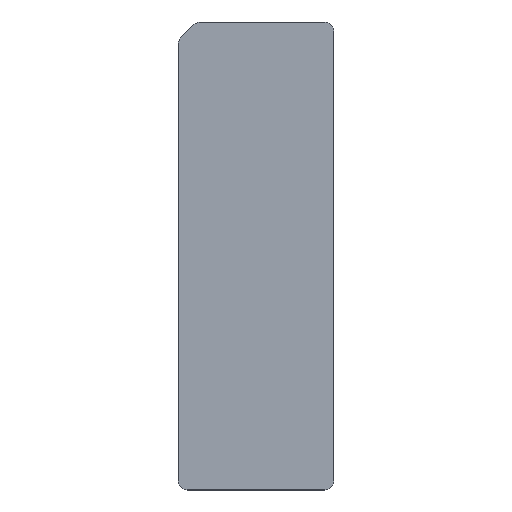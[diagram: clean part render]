
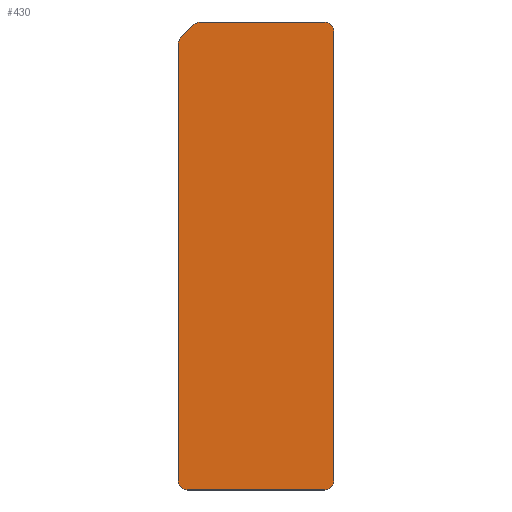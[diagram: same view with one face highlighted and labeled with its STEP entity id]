
A CAD part, top view. The second image highlights one B-rep face of the part: STEP entity #430.
In plain terms, the highlighted planar face has unit normal (0, 0, 1).
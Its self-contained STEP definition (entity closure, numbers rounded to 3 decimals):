
#33=PLANE('',#491);
#52=FACE_OUTER_BOUND('',#76,.T.);
#76=EDGE_LOOP('',(#339,#340,#341,#342,#343,#344,#345,#346,#347,#348));
#96=LINE('',#686,#136);
#102=LINE('',#701,#142);
#105=LINE('',#709,#145);
#107=LINE('',#715,#147);
#108=LINE('',#717,#148);
#136=VECTOR('',#546,10.);
#142=VECTOR('',#562,10.);
#145=VECTOR('',#571,10.);
#147=VECTOR('',#579,10.);
#148=VECTOR('',#582,10.);
#169=CIRCLE('',#471,1.5);
#175=CIRCLE('',#480,1.5);
#176=CIRCLE('',#482,1.5);
#177=CIRCLE('',#485,1.5);
#178=CIRCLE('',#488,1.5);
#189=VERTEX_POINT('',#658);
#190=VERTEX_POINT('',#659);
#201=VERTEX_POINT('',#685);
#202=VERTEX_POINT('',#689);
#203=VERTEX_POINT('',#693);
#204=VERTEX_POINT('',#694);
#205=VERTEX_POINT('',#699);
#206=VERTEX_POINT('',#703);
#207=VERTEX_POINT('',#707);
#208=VERTEX_POINT('',#711);
#229=EDGE_CURVE('',#189,#190,#169,.T.);
#242=EDGE_CURVE('',#201,#190,#96,.T.);
#244=EDGE_CURVE('',#201,#202,#175,.T.);
#246=EDGE_CURVE('',#203,#204,#176,.T.);
#250=EDGE_CURVE('',#203,#205,#102,.T.);
#252=EDGE_CURVE('',#206,#205,#177,.T.);
#254=EDGE_CURVE('',#207,#206,#105,.T.);
#255=EDGE_CURVE('',#208,#207,#178,.T.);
#257=EDGE_CURVE('',#208,#202,#107,.T.);
#258=EDGE_CURVE('',#189,#204,#108,.T.);
#339=ORIENTED_EDGE('',*,*,#229,.F.);
#340=ORIENTED_EDGE('',*,*,#258,.T.);
#341=ORIENTED_EDGE('',*,*,#246,.F.);
#342=ORIENTED_EDGE('',*,*,#250,.T.);
#343=ORIENTED_EDGE('',*,*,#252,.F.);
#344=ORIENTED_EDGE('',*,*,#254,.F.);
#345=ORIENTED_EDGE('',*,*,#255,.F.);
#346=ORIENTED_EDGE('',*,*,#257,.T.);
#347=ORIENTED_EDGE('',*,*,#244,.F.);
#348=ORIENTED_EDGE('',*,*,#242,.T.);
#430=ADVANCED_FACE('',(#52),#33,.T.);
#471=AXIS2_PLACEMENT_3D('',#660,#523,#524);
#480=AXIS2_PLACEMENT_3D('',#690,#550,#551);
#482=AXIS2_PLACEMENT_3D('',#695,#555,#556);
#485=AXIS2_PLACEMENT_3D('',#705,#566,#567);
#488=AXIS2_PLACEMENT_3D('',#712,#574,#575);
#491=AXIS2_PLACEMENT_3D('',#718,#583,#584);
#523=DIRECTION('center_axis',(0.,0.,-1.));
#524=DIRECTION('ref_axis',(0.707,-0.707,0.));
#546=DIRECTION('',(1.,0.,0.));
#550=DIRECTION('center_axis',(0.,0.,-1.));
#551=DIRECTION('ref_axis',(-0.707,-0.707,0.));
#555=DIRECTION('center_axis',(0.,0.,-1.));
#556=DIRECTION('ref_axis',(0.707,0.707,0.));
#562=DIRECTION('',(-1.,0.,0.));
#566=DIRECTION('center_axis',(0.,0.,-1.));
#567=DIRECTION('ref_axis',(-0.383,0.924,0.));
#571=DIRECTION('',(0.707,0.707,0.));
#574=DIRECTION('center_axis',(0.,0.,-1.));
#575=DIRECTION('ref_axis',(-0.924,0.383,0.));
#579=DIRECTION('',(0.,-1.,0.));
#582=DIRECTION('',(0.,1.,0.));
#583=DIRECTION('center_axis',(0.,0.,1.));
#584=DIRECTION('ref_axis',(1.,0.,0.));
#658=CARTESIAN_POINT('',(12.5,-36.,1.5));
#659=CARTESIAN_POINT('',(11.,-37.5,1.5));
#660=CARTESIAN_POINT('Origin',(11.,-36.,1.5));
#685=CARTESIAN_POINT('',(-11.,-37.5,1.5));
#686=CARTESIAN_POINT('',(12.5,-37.5,1.5));
#689=CARTESIAN_POINT('',(-12.5,-36.,1.5));
#690=CARTESIAN_POINT('Origin',(-11.,-36.,1.5));
#693=CARTESIAN_POINT('',(11.,37.5,1.5));
#694=CARTESIAN_POINT('',(12.5,36.,1.5));
#695=CARTESIAN_POINT('Origin',(11.,36.,1.5));
#699=CARTESIAN_POINT('',(-8.879,37.5,1.5));
#701=CARTESIAN_POINT('',(-12.5,37.5,1.5));
#703=CARTESIAN_POINT('',(-9.939,37.061,1.5));
#705=CARTESIAN_POINT('Origin',(-8.879,36.,1.5));
#707=CARTESIAN_POINT('',(-12.061,34.939,1.5));
#709=CARTESIAN_POINT('',(-17.25,29.75,1.5));
#711=CARTESIAN_POINT('',(-12.5,33.879,1.5));
#712=CARTESIAN_POINT('Origin',(-11.,33.879,1.5));
#715=CARTESIAN_POINT('',(-12.5,-37.5,1.5));
#717=CARTESIAN_POINT('',(12.5,37.5,1.5));
#718=CARTESIAN_POINT('Origin',(0.,0.,1.5));
